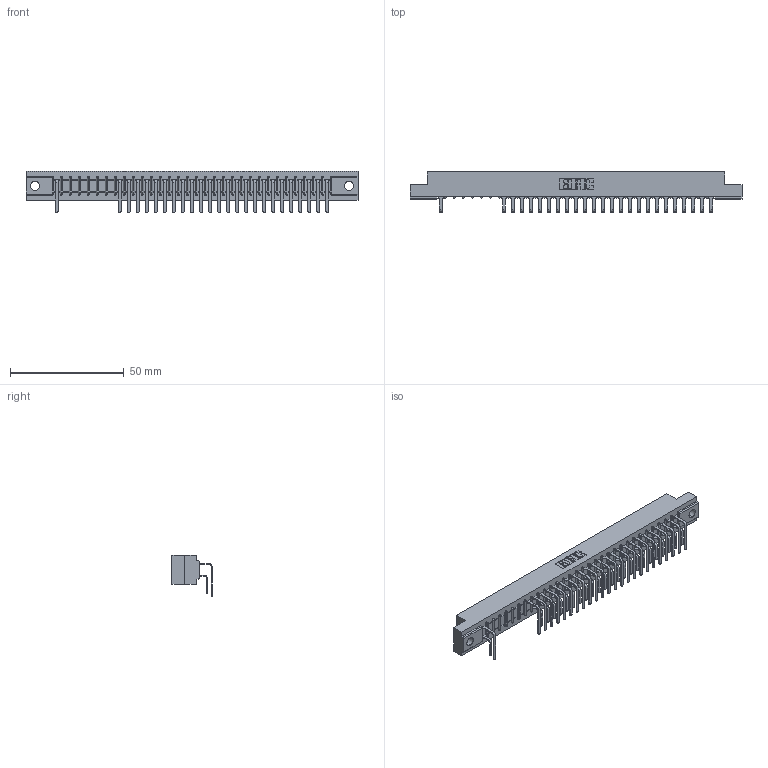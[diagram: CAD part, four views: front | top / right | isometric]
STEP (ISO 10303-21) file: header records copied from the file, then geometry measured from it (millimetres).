
FILE_DESCRIPTION (( 'STEP AP203' ), '1' );
FILE_NAME ('307-062-559-204.STEP', '2018-08-06T09:41:10', ( '' ), ( '' ), 'SwSTEP 2.0', 'SolidWorks 2016', '' );
FILE_SCHEMA (( 'CONFIG_CONTROL_DESIGN' ));
Length unit declared in the file: inch
Products named in the file (4): 307-062-559-204; 307 Part_.156 Dia Mounting Holes; 307-290-001_558 559 - 1 (Single); 307-290-001_559 - 2 (Single)
Assembly tree (50 placements, depth 2):
  307-062-559-204
    307 Part_.156 Dia Mounting Holes
    307-290-001_558 559 - 1 (Single)  x24
    307-290-001_559 - 2 (Single)  x25
Bounding box: 145.85 x 17.69 x 18.07 mm (x, y, z)
Volume: 15375.8 mm3; surface area: 18595.6 mm2
Topology: 50 solids, 50 shells, 2744 faces, 7733 edges, 5002 vertices
Faces by surface type: plane 1779, cylinder 901, sphere 64
Entity records: 30373 total; most frequent: CARTESIAN_POINT 5034, ORIENTED_EDGE 4998, DIRECTION 4913, EDGE_CURVE 2499, LINE 1919, VECTOR 1919, VERTEX_POINT 1618, AXIS2_PLACEMENT_3D 1497
